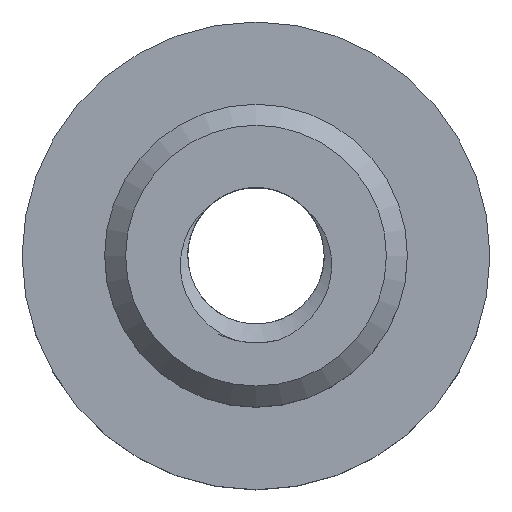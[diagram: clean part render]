
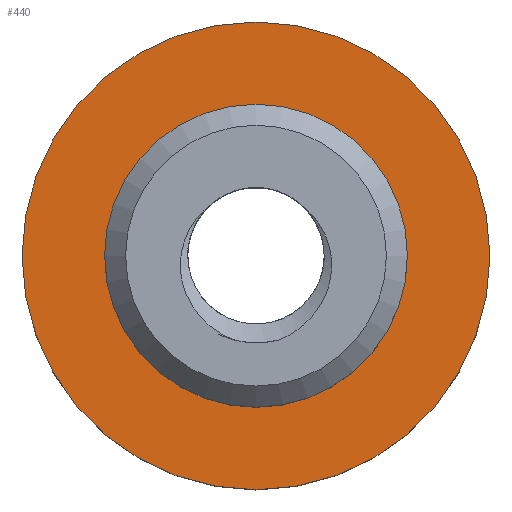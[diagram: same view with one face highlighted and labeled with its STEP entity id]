
A CAD part, top view. The second image highlights one B-rep face of the part: STEP entity #440.
In plain terms, the highlighted planar face has unit normal (0, 0, 1).
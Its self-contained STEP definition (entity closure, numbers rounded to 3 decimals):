
#18=FACE_BOUND('',#74,.T.);
#21=PLANE('',#486);
#47=FACE_OUTER_BOUND('',#73,.T.);
#73=EDGE_LOOP('',(#391));
#74=EDGE_LOOP('',(#392));
#83=CIRCLE('',#480,1.8);
#84=CIRCLE('',#484,2.78);
#200=VERTEX_POINT('',#1243);
#201=VERTEX_POINT('',#1887);
#258=EDGE_CURVE('',#200,#200,#83,.T.);
#265=EDGE_CURVE('',#201,#201,#84,.T.);
#391=ORIENTED_EDGE('',*,*,#265,.T.);
#392=ORIENTED_EDGE('',*,*,#258,.T.);
#440=ADVANCED_FACE('',(#47,#18),#21,.T.);
#480=AXIS2_PLACEMENT_3D('',#1245,#555,#556);
#484=AXIS2_PLACEMENT_3D('',#1888,#563,#564);
#486=AXIS2_PLACEMENT_3D('',#1892,#568,#569);
#555=DIRECTION('center_axis',(0.,0.,-1.));
#556=DIRECTION('ref_axis',(1.,0.,0.));
#563=DIRECTION('center_axis',(0.,0.,1.));
#564=DIRECTION('ref_axis',(1.,0.,0.));
#568=DIRECTION('center_axis',(0.,0.,1.));
#569=DIRECTION('ref_axis',(1.,0.,0.));
#1243=CARTESIAN_POINT('',(-1.8,0.,1.5));
#1245=CARTESIAN_POINT('Origin',(0.,0.,1.5));
#1887=CARTESIAN_POINT('',(-2.78,0.,1.5));
#1888=CARTESIAN_POINT('Origin',(0.,0.,1.5));
#1892=CARTESIAN_POINT('Origin',(0.,0.,1.5));
